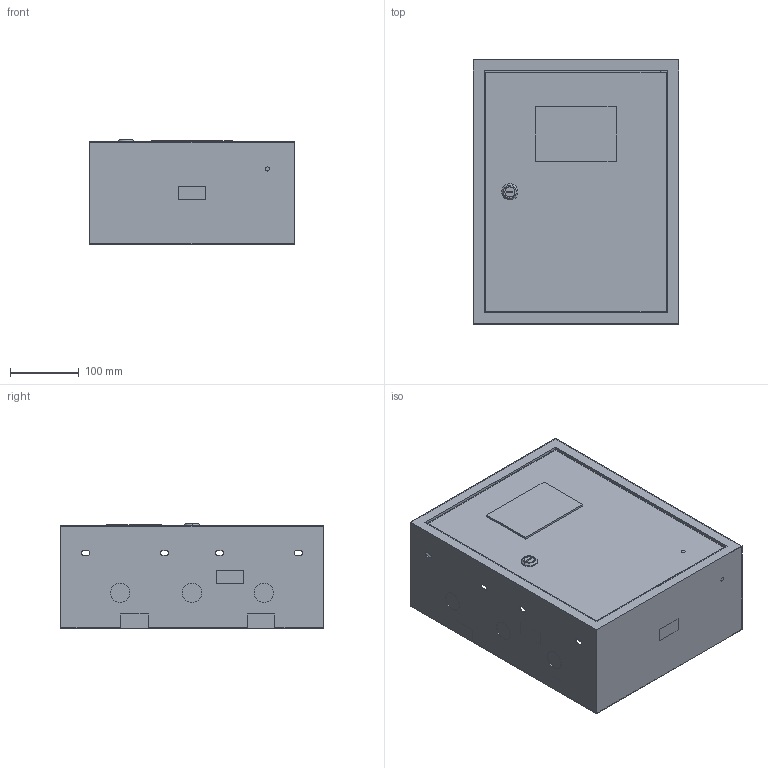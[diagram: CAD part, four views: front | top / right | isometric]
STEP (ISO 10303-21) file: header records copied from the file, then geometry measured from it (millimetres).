
FILE_DESCRIPTION (( 'STEP AP214' ), '1' );
FILE_NAME ('YAUR-380-300-31-L_ßùèê ó÷åòíî-ðàñïðåäåëèòåëüíûé ßÓÐ-380-300 LIGHT IEK.STEP', '2021-03-31T12:01:50', ( '' ), ( '' ), 'SwSTEP 2.0', 'SolidWorks 2017', '' );
FILE_SCHEMA (( 'AUTOMOTIVE_DESIGN' ));
Length unit declared in the file: millimetre
Products named in the file (6): ﾄ粢 ﾟﾓﾐ; Îáîëî÷êà ßÓÐ; Âèíò_ðåçüáîâûäàâëèâàþùèé_Œ4å9; YAUR-380-300-31-L_ßùèê ó÷åòíî-ðàñïðåäåëèòåëüíûé ßÓÐ-380-300 LIGHT IEK; Ôàëüøïàíåëü; 029.00.05_DIN-謥濋趌-02
Assembly tree (12 placements, depth 2):
  YAUR-380-300-31-L_ßùèê ó÷åòíî-ðàñïðåäåëèòåëüíûé ßÓÐ-380-300 LIGHT IEK
    Îáîëî÷êà ßÓÐ
    ﾄ粢 ﾟﾓﾐ
    029.00.05_DIN-謥濋趌-02  x2
    Ôàëüøïàíåëü
    Âèíò_ðåçüáîâûäàâëèâàþùèé_Œ4å9  x7
Bounding box: 300 x 385 x 152.8 mm (x, y, z)
Volume: 498355.7 mm3; surface area: 940309.4 mm2
Topology: 14 solids, 14 shells, 629 faces, 1637 edges, 1078 vertices
Faces by surface type: plane 365, cylinder 216, bspline 18, torus 14, sphere 14, cone 2
Entity records: 13048 total; most frequent: CARTESIAN_POINT 2671, DIRECTION 2111, ORIENTED_EDGE 2042, EDGE_CURVE 1021, AXIS2_PLACEMENT_3D 722, VECTOR 667, LINE 667, VERTEX_POINT 666
